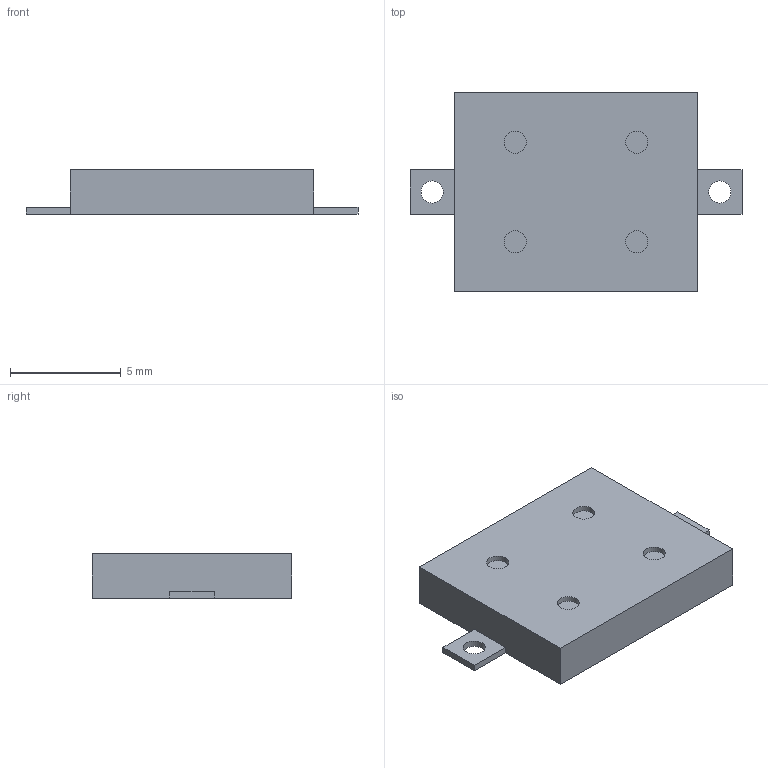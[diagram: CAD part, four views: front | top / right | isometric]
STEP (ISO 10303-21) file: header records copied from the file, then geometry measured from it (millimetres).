
FILE_DESCRIPTION(('FreeCAD Model'),'2;1');
FILE_NAME('Buzzer_Mallory_AST1109MLTRQ.step', '2019-09-01T21:26:45',('kicad StepUp'),('ksu MCAD'), 'Open CASCADE STEP processor 7.3','FreeCAD','Unknown');
FILE_SCHEMA(('AUTOMOTIVE_DESIGN_CC2 { 1 2 10303 214 -1 1 5 4 }'));
Length unit declared in the file: millimetre
Products named in the file (1): Buzzer_Mallory_AST1109MLTRQ
Bounding box: 15 x 9 x 2 mm (x, y, z)
Volume: 199.1 mm3; surface area: 298.3 mm2
Topology: 1 solids, 1 shells, 26 faces, 56 edges, 36 vertices
Faces by surface type: plane 20, cylinder 6
Full cylindrical faces by diameter (mm): 1 x6
Entity records: 903 total; most frequent: DIRECTION 122, CARTESIAN_POINT 119, ORIENTED_EDGE 112, EDGE_CURVE 56, LINE 44, VECTOR 44, AXIS2_PLACEMENT_3D 39, VERTEX_POINT 36
